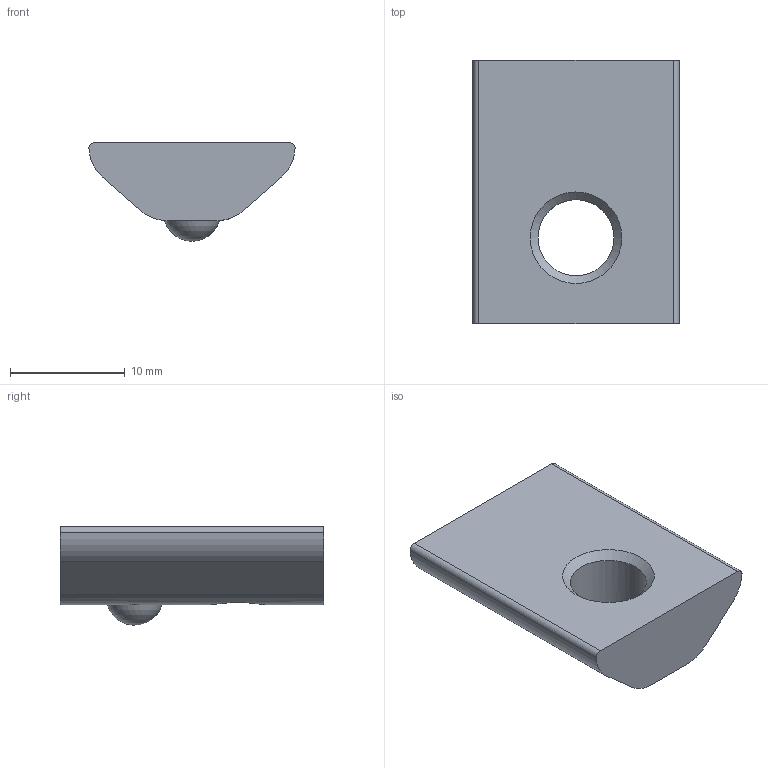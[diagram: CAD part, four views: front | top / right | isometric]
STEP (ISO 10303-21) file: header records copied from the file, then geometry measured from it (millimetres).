
FILE_DESCRIPTION(/* description */ ('Nutenstein schwer mit Federkugel M8, Nut 8'),/* implementation_level */ '2;1');
FILE_NAME(/* name */ '282200302 Nutenstein schwer mit Federkugel M8 N8.stp',/* time_stamp */ '2020-07-20T11:46:08+02:00',/* author */ ('wheldmann'),/* organization */ (''),/* preprocessor_version */ 'ST-DEVELOPER v17.2',/* originating_system */ 'Autodesk Inventor 2019',/* authorisation */ ' ');
FILE_SCHEMA (('AUTOMOTIVE_DESIGN { 1 0 10303 214 3 1 1 }'));
Length unit declared in the file: millimetre
Products named in the file (1): 282200302
Bounding box: 18 x 23 x 8.6 mm (x, y, z)
Volume: 1953.8 mm3; surface area: 1241.1 mm2
Topology: 1 solids, 1 shells, 17 faces, 52 edges, 35 vertices
Faces by surface type: plane 8, cylinder 7, cone 1, sphere 1
Full cylindrical faces by diameter (mm): 6.647 x1
Entity records: 693 total; most frequent: CARTESIAN_POINT 150, DIRECTION 104, ORIENTED_EDGE 102, EDGE_CURVE 51, AXIS2_PLACEMENT_3D 40, VERTEX_POINT 35, LINE 24, VECTOR 24
